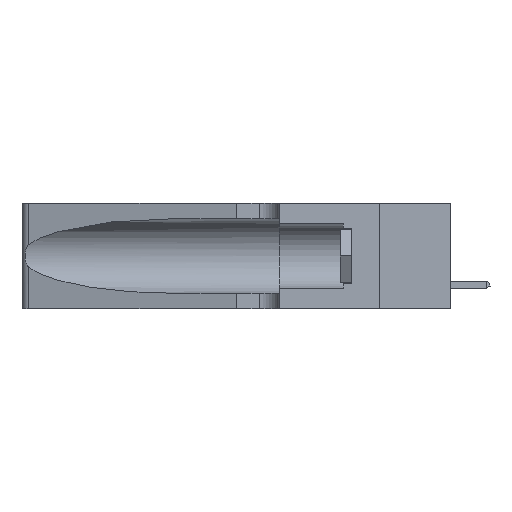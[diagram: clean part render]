
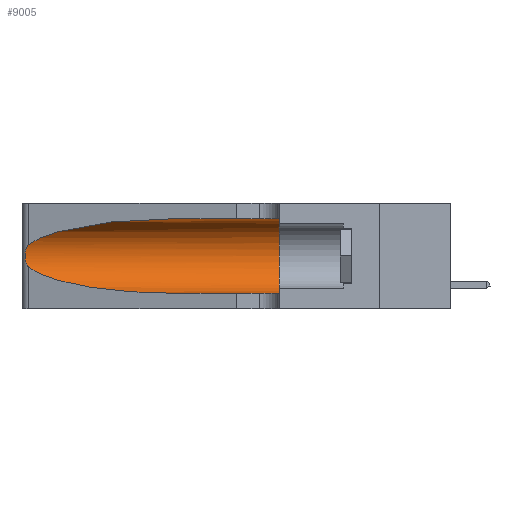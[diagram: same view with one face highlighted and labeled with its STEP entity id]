
A CAD part, left-side view. The second image highlights one B-rep face of the part: STEP entity #9005.
In plain terms, the highlighted cylindrical face has radius 3.308 mm (diameter 6.617 mm), a partial arc.
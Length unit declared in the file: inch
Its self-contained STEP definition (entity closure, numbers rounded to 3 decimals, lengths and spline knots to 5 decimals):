
#54 = CARTESIAN_POINT ( 'NONE',  ( 0.25787, 1.23484, 0.2124 ) ) ;
#556 = CARTESIAN_POINT ( 'NONE',  ( 0.25487, 1.22718, 0.14631 ) ) ;
#932 =( BOUNDED_CURVE ( )  B_SPLINE_CURVE ( 3, ( #7049, #5598, #12372, #12430 ),
 .UNSPECIFIED., .F., .F. ) 
 B_SPLINE_CURVE_WITH_KNOTS ( ( 4, 4 ),
 ( 3.44316, 4.71239 ),
 .UNSPECIFIED. ) 
 CURVE ( )  GEOMETRIC_REPRESENTATION_ITEM ( )  RATIONAL_B_SPLINE_CURVE ( ( 1., 0.87, 0.87, 1. ) ) 
 REPRESENTATION_ITEM ( '' )  );
#1030 = CARTESIAN_POINT ( 'NONE',  ( 0.1305, 0.35, 0.05475 ) ) ;
#1163 = LINE ( 'NONE', #16761, #3523 ) ;
#1522 = CARTESIAN_POINT ( 'NONE',  ( 0.1305, 0.35, 0.31525 ) ) ;
#2155 = EDGE_CURVE ( 'NONE', #16177, #3781, #5353, .T. ) ;
#2805 = CARTESIAN_POINT ( 'NONE',  ( 0.25487, 1.22718, 0.22369 ) ) ;
#2981 = CARTESIAN_POINT ( 'NONE',  ( 0.25854, 1.2359, 0.20912 ) ) ;
#3070 = LINE ( 'NONE', #8322, #10810 ) ;
#3242 = VERTEX_POINT ( 'NONE', #17012 ) ;
#3523 = VECTOR ( 'NONE', #16103, 39.37008 ) ;
#3781 = VERTEX_POINT ( 'NONE', #1030 ) ;
#3954 = VERTEX_POINT ( 'NONE', #14135 ) ;
#4129 = CARTESIAN_POINT ( 'NONE',  ( 0.26018, 1.23835, 0.19895 ) ) ;
#4184 = CARTESIAN_POINT ( 'NONE',  ( 0.25555, 1.22994, 0.2215 ) ) ;
#4252 = CARTESIAN_POINT ( 'NONE',  ( 0.25856, 1.23593, 0.16098 ) ) ;
#5021 = CARTESIAN_POINT ( 'NONE',  ( 0.18966, 0.96281, 0.31525 ) ) ;
#5353 = CIRCLE ( 'NONE', #7356, 0.13025 ) ;
#5374 = EDGE_CURVE ( 'NONE', #3242, #3781, #1163, .T. ) ;
#5598 = CARTESIAN_POINT ( 'NONE',  ( 0.2373, 1.15595, 0.08982 ) ) ;
#5745 = CARTESIAN_POINT ( 'NONE',  ( 0.25555, 1.22993, 0.14849 ) ) ;
#6189 = EDGE_LOOP ( 'NONE', ( #16752, #12231, #16119, #6703, #9889, #8695 ) ) ;
#6391 = FACE_OUTER_BOUND ( 'NONE', #6189, .T. ) ;
#6431 = CARTESIAN_POINT ( 'NONE',  ( 0.2373, 1.15595, 0.28018 ) ) ;
#6585 = DIRECTION ( 'NONE',  ( 0., 0., -1. ) ) ;
#6703 = ORIENTED_EDGE ( 'NONE', *, *, #5374, .T. ) ;
#7049 = CARTESIAN_POINT ( 'NONE',  ( 0.25487, 1.22718, 0.14631 ) ) ;
#7356 = AXIS2_PLACEMENT_3D ( 'NONE', #10086, #15465, #10024 ) ;
#7740 = VERTEX_POINT ( 'NONE', #14259 ) ;
#7797 = EDGE_CURVE ( 'NONE', #7740, #3954, #9321, .T. ) ;
#7865 = B_SPLINE_CURVE_WITH_KNOTS ( 'NONE', 3,
 ( #2805, #4184, #13762, #54, #2981, #4129, #12520, #16502, #9921, #4252, #8415, #10974, #5745, #8354 ),
 .UNSPECIFIED., .F., .F.,
 ( 4, 2, 2, 2, 2, 2, 4 ),
 ( 0., 0.00027, 0.00053, 0.00107, 0.0016, 0.00187, 0.00214 ),
 .UNSPECIFIED. ) ;
#8322 = CARTESIAN_POINT ( 'NONE',  ( 0.1305, 1.61858, 0.31525 ) ) ;
#8354 = CARTESIAN_POINT ( 'NONE',  ( 0.25487, 1.22718, 0.14631 ) ) ;
#8415 = CARTESIAN_POINT ( 'NONE',  ( 0.25789, 1.23486, 0.15765 ) ) ;
#8695 = ORIENTED_EDGE ( 'NONE', *, *, #15304, .F. ) ;
#9005 = ADVANCED_FACE ( 'NONE', ( #6391 ), #13229, .F. ) ;
#9307 = DIRECTION ( 'NONE',  ( 0., -1., 0. ) ) ;
#9321 =( BOUNDED_CURVE ( )  B_SPLINE_CURVE ( 3, ( #16155, #5021, #6431, #15987 ),
 .UNSPECIFIED., .F., .T. ) 
 B_SPLINE_CURVE_WITH_KNOTS ( ( 4, 4 ),
 ( 1.5708, 2.84003 ),
 .UNSPECIFIED. ) 
 CURVE ( )  GEOMETRIC_REPRESENTATION_ITEM ( )  RATIONAL_B_SPLINE_CURVE ( ( 1., 0.87, 0.87, 1. ) ) 
 REPRESENTATION_ITEM ( '' )  );
#9889 = ORIENTED_EDGE ( 'NONE', *, *, #2155, .F. ) ;
#9921 = CARTESIAN_POINT ( 'NONE',  ( 0.26017, 1.23833, 0.17102 ) ) ;
#10024 = DIRECTION ( 'NONE',  ( 0., 0., 1. ) ) ;
#10086 = CARTESIAN_POINT ( 'NONE',  ( 0.1305, 0.35, 0.185 ) ) ;
#10445 = CARTESIAN_POINT ( 'NONE',  ( 0.1305, 1.61858, 0.185 ) ) ;
#10810 = VECTOR ( 'NONE', #11185, 39.37008 ) ;
#10974 = CARTESIAN_POINT ( 'NONE',  ( 0.25639, 1.23186, 0.15144 ) ) ;
#11034 = VERTEX_POINT ( 'NONE', #556 ) ;
#11185 = DIRECTION ( 'NONE',  ( 0., -1., 0. ) ) ;
#12231 = ORIENTED_EDGE ( 'NONE', *, *, #14388, .T. ) ;
#12372 = CARTESIAN_POINT ( 'NONE',  ( 0.18966, 0.96281, 0.05475 ) ) ;
#12430 = CARTESIAN_POINT ( 'NONE',  ( 0.1305, 0.72297, 0.05475 ) ) ;
#12520 = CARTESIAN_POINT ( 'NONE',  ( 0.26075, 1.23896, 0.19203 ) ) ;
#12703 = AXIS2_PLACEMENT_3D ( 'NONE', #10445, #9307, #6585 ) ;
#13229 = CYLINDRICAL_SURFACE ( 'NONE', #12703, 0.13025 ) ;
#13762 = CARTESIAN_POINT ( 'NONE',  ( 0.25639, 1.23184, 0.21858 ) ) ;
#14135 = CARTESIAN_POINT ( 'NONE',  ( 0.25487, 1.22718, 0.22369 ) ) ;
#14259 = CARTESIAN_POINT ( 'NONE',  ( 0.1305, 0.72297, 0.31525 ) ) ;
#14388 = EDGE_CURVE ( 'NONE', #3954, #11034, #7865, .T. ) ;
#15304 = EDGE_CURVE ( 'NONE', #7740, #16177, #3070, .T. ) ;
#15465 = DIRECTION ( 'NONE',  ( 0., 1., 0. ) ) ;
#15987 = CARTESIAN_POINT ( 'NONE',  ( 0.25487, 1.22718, 0.22369 ) ) ;
#16103 = DIRECTION ( 'NONE',  ( 0., -1., 0. ) ) ;
#16119 = ORIENTED_EDGE ( 'NONE', *, *, #17433, .T. ) ;
#16155 = CARTESIAN_POINT ( 'NONE',  ( 0.1305, 0.72297, 0.31525 ) ) ;
#16177 = VERTEX_POINT ( 'NONE', #1522 ) ;
#16502 = CARTESIAN_POINT ( 'NONE',  ( 0.26075, 1.23896, 0.178 ) ) ;
#16752 = ORIENTED_EDGE ( 'NONE', *, *, #7797, .T. ) ;
#16761 = CARTESIAN_POINT ( 'NONE',  ( 0.1305, 1.61858, 0.05475 ) ) ;
#17012 = CARTESIAN_POINT ( 'NONE',  ( 0.1305, 0.72297, 0.05475 ) ) ;
#17433 = EDGE_CURVE ( 'NONE', #11034, #3242, #932, .T. ) ;
